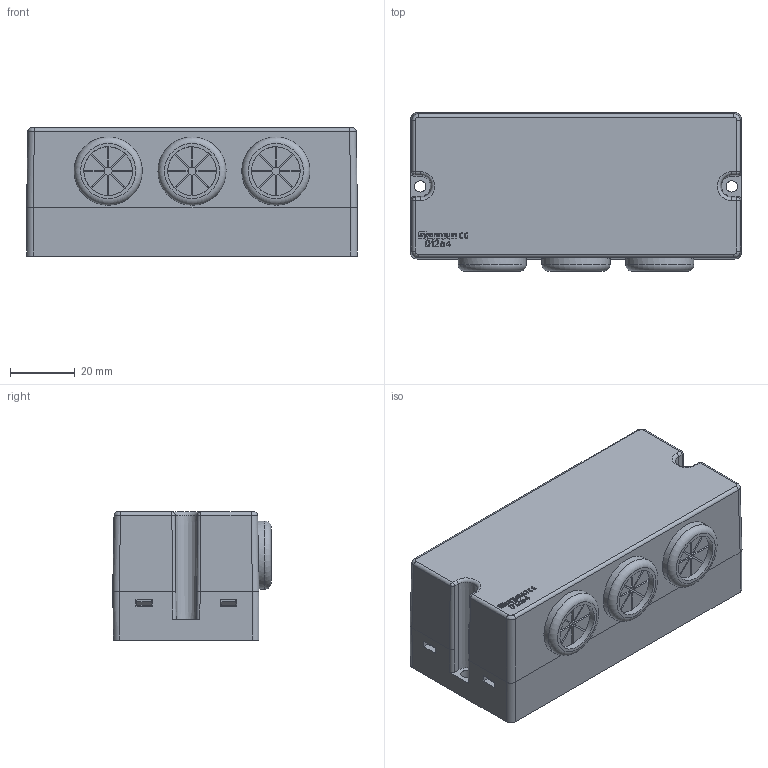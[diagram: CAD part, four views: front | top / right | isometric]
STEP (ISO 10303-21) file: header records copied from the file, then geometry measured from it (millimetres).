
FILE_DESCRIPTION(/* description */ (''),/* implementation_level */ '2;1');
FILE_NAME(/* name */ 'D1264 3D.stp',/* time_stamp */ '2024-08-15T08:49:54+08:00',/* author */ (''),/* organization */ (''),/* preprocessor_version */ 'ST-DEVELOPER v14',/* originating_system */ 'SIEMENS PLM Software NX 8.0',/* authorisation */ '');
FILE_SCHEMA (('AUTOMOTIVE_DESIGN { 1 0 10303 214 3 1 1 1 }'));
Length unit declared in the file: millimetre
Products named in the file (1): D1264 3D_stp
Bounding box: 102 x 48.9 x 39.5 mm (x, y, z)
Volume: 84510.1 mm3; surface area: 47906.4 mm2
Topology: 1 solids, 1 shells, 1778 faces, 5084 edges, 3351 vertices
Faces by surface type: plane 1399, cylinder 344, extrusion 13, torus 8, bspline 8, cone 6
Full cylindrical faces by diameter (mm): 1.497 x6, 3.5 x2, 15 x3, 21 x6
Entity records: 58758 total; most frequent: CARTESIAN_POINT 10797, ORIENTED_EDGE 10096, DIRECTION 9335, EDGE_CURVE 5048, VECTOR 4243, LINE 4230, VERTEX_POINT 3343, AXIS2_PLACEMENT_3D 2546
